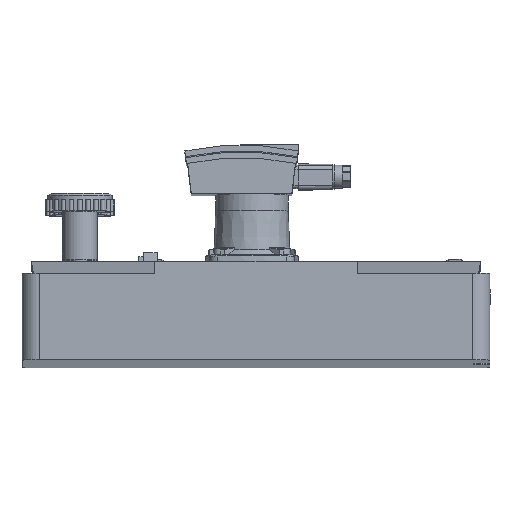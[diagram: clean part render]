
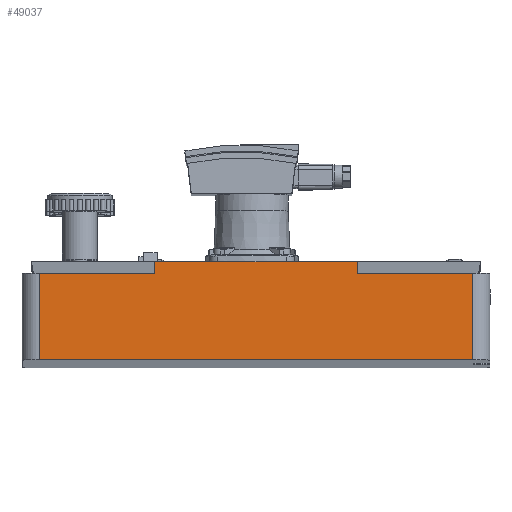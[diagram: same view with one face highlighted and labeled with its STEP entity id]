
A CAD part, left-side view. The second image highlights one B-rep face of the part: STEP entity #49037.
In plain terms, the highlighted planar face has unit normal (-1, 0, 0.028).
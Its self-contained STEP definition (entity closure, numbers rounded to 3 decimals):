
#3974=FACE_OUTER_BOUND('',#6775,.T.);
#6775=EDGE_LOOP('',(#43437,#43438,#43439,#43440,#43441,#43442,#43443,#43444));
#13007=LINE('',#86261,#17955);
#13234=LINE('',#87268,#18182);
#13238=LINE('',#87278,#18186);
#13248=LINE('',#87303,#18196);
#13260=LINE('',#87336,#18208);
#13305=LINE('',#87436,#18253);
#13319=LINE('',#87467,#18267);
#13353=LINE('',#87563,#18301);
#17955=VECTOR('',#65073,17.5);
#18182=VECTOR('',#66134,1.);
#18186=VECTOR('',#66142,10.);
#18196=VECTOR('',#66168,1.);
#18208=VECTOR('',#66206,37.5);
#18253=VECTOR('',#66291,10.);
#18267=VECTOR('',#66325,7.5);
#18301=VECTOR('',#66467,7.5);
#22532=VERTEX_POINT('',#86258);
#22533=VERTEX_POINT('',#86260);
#22750=VERTEX_POINT('',#87266);
#22754=VERTEX_POINT('',#87276);
#22761=VERTEX_POINT('',#87302);
#22768=VERTEX_POINT('',#87333);
#22769=VERTEX_POINT('',#87335);
#22802=VERTEX_POINT('',#87429);
#29121=EDGE_CURVE('',#22533,#22532,#13007,.T.);
#29558=EDGE_CURVE('',#22532,#22750,#13234,.T.);
#29563=EDGE_CURVE('',#22750,#22754,#13238,.T.);
#29575=EDGE_CURVE('',#22761,#22533,#13248,.T.);
#29590=EDGE_CURVE('',#22768,#22769,#13260,.T.);
#29641=EDGE_CURVE('',#22802,#22761,#13305,.T.);
#29657=EDGE_CURVE('',#22768,#22802,#13319,.T.);
#29699=EDGE_CURVE('',#22769,#22754,#13353,.T.);
#43437=ORIENTED_EDGE('',*,*,#29563,.T.);
#43438=ORIENTED_EDGE('',*,*,#29699,.F.);
#43439=ORIENTED_EDGE('',*,*,#29590,.F.);
#43440=ORIENTED_EDGE('',*,*,#29657,.T.);
#43441=ORIENTED_EDGE('',*,*,#29641,.T.);
#43442=ORIENTED_EDGE('',*,*,#29575,.T.);
#43443=ORIENTED_EDGE('',*,*,#29121,.T.);
#43444=ORIENTED_EDGE('',*,*,#29558,.T.);
#45180=PLANE('',#53201);
#49037=ADVANCED_FACE('',(#3974),#45180,.T.);
#53201=AXIS2_PLACEMENT_3D('',#87562,#66465,#66466);
#65073=DIRECTION('',(0.,1.,0.));
#66134=DIRECTION('',(-0.028,0.,-1.));
#66142=DIRECTION('',(0.,1.,0.));
#66168=DIRECTION('',(0.028,0.,1.));
#66206=DIRECTION('',(0.,1.,0.));
#66291=DIRECTION('',(0.,1.,0.));
#66325=DIRECTION('',(0.028,0.,1.));
#66465=DIRECTION('center_axis',(-1.,0.,
0.028));
#66466=DIRECTION('ref_axis',(0.028,0.,1.));
#66467=DIRECTION('',(0.028,0.,1.));
#86258=CARTESIAN_POINT('',(-21.949,7.297,53.719));
#86260=CARTESIAN_POINT('',(-21.949,-10.203,53.719));
#86261=CARTESIAN_POINT('',(-21.949,-20.203,53.719));
#87266=CARTESIAN_POINT('',(-21.977,7.297,52.719));
#87268=CARTESIAN_POINT('',(-22.075,7.297,49.21));
#87276=CARTESIAN_POINT('',(-21.977,17.297,52.719));
#87278=CARTESIAN_POINT('',(-21.977,-0.703,52.719));
#87302=CARTESIAN_POINT('',(-21.977,-10.203,52.719));
#87303=CARTESIAN_POINT('',(-22.075,-10.203,49.21));
#87333=CARTESIAN_POINT('',(-22.186,-20.203,45.222));
#87335=CARTESIAN_POINT('',(-22.186,17.297,45.222));
#87336=CARTESIAN_POINT('',(-22.186,-20.203,45.222));
#87429=CARTESIAN_POINT('',(-21.977,-20.203,52.719));
#87436=CARTESIAN_POINT('',(-21.977,-20.953,52.719));
#87467=CARTESIAN_POINT('',(-22.186,-20.203,45.222));
#87562=CARTESIAN_POINT('Origin',(-22.186,-20.203,45.222));
#87563=CARTESIAN_POINT('',(-22.186,17.297,45.222));
